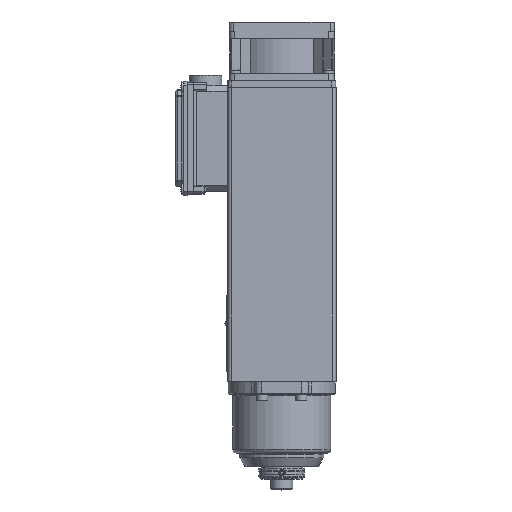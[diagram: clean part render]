
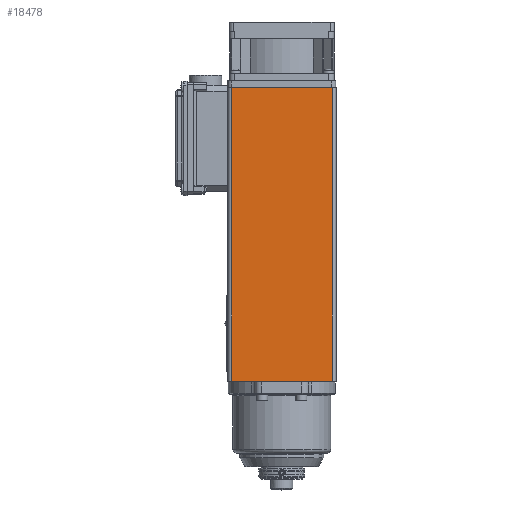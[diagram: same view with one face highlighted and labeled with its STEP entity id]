
A CAD part, top view. The second image highlights one B-rep face of the part: STEP entity #18478.
In plain terms, the highlighted planar face has unit normal (0, 0, 1).
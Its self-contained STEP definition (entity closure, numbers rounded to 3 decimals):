
#2554=VERTEX_POINT('',#25934);
#2556=VERTEX_POINT('',#25938);
#2557=VERTEX_POINT('',#25942);
#2559=VERTEX_POINT('',#25945);
#4282=VECTOR('',#21590,1.);
#4283=VECTOR('',#21595,1.);
#4313=VECTOR('',#21683,1.);
#4314=VECTOR('',#21684,1.);
#6194=LINE('',#25939,#4282);
#6195=LINE('',#25944,#4283);
#6225=LINE('',#26044,#4313);
#6226=LINE('',#26045,#4314);
#8228=EDGE_CURVE('',#2554,#2556,#6194,.F.);
#8230=EDGE_CURVE('',#2559,#2557,#6195,.T.);
#8279=EDGE_CURVE('',#2554,#2557,#6225,.T.);
#8280=EDGE_CURVE('',#2556,#2559,#6226,.F.);
#11219=ORIENTED_EDGE('',*,*,#8279,.F.);
#11220=ORIENTED_EDGE('',*,*,#8228,.T.);
#11221=ORIENTED_EDGE('',*,*,#8280,.T.);
#11222=ORIENTED_EDGE('',*,*,#8230,.T.);
#16133=EDGE_LOOP('',(#11219,#11220,#11221,#11222));
#17313=FACE_BOUND('',#16133,.T.);
#18478=ADVANCED_FACE('',(#17313),#35486,.F.);
#19693=AXIS2_PLACEMENT_3D('',#26043,#21682,$);
#21590=DIRECTION('',(0.,1.,0.));
#21595=DIRECTION('',(0.,1.,0.));
#21682=DIRECTION('',(0.,0.,-1.));
#21683=DIRECTION('',(1.,0.,0.));
#21684=DIRECTION('',(-1.,0.,0.));
#25934=CARTESIAN_POINT('',(-38.5,225.,46.5));
#25938=CARTESIAN_POINT('',(-38.5,0.,46.5));
#25939=CARTESIAN_POINT('',(-38.5,225.,46.5));
#25942=CARTESIAN_POINT('',(38.5,225.,46.5));
#25944=CARTESIAN_POINT('',(38.5,225.,46.5));
#25945=CARTESIAN_POINT('',(38.5,0.,46.5));
#26043=CARTESIAN_POINT('',(-41.5,225.,46.5));
#26044=CARTESIAN_POINT('',(-41.5,225.,46.5));
#26045=CARTESIAN_POINT('',(-20.75,0.,46.5));
#35486=PLANE('',#19693);
